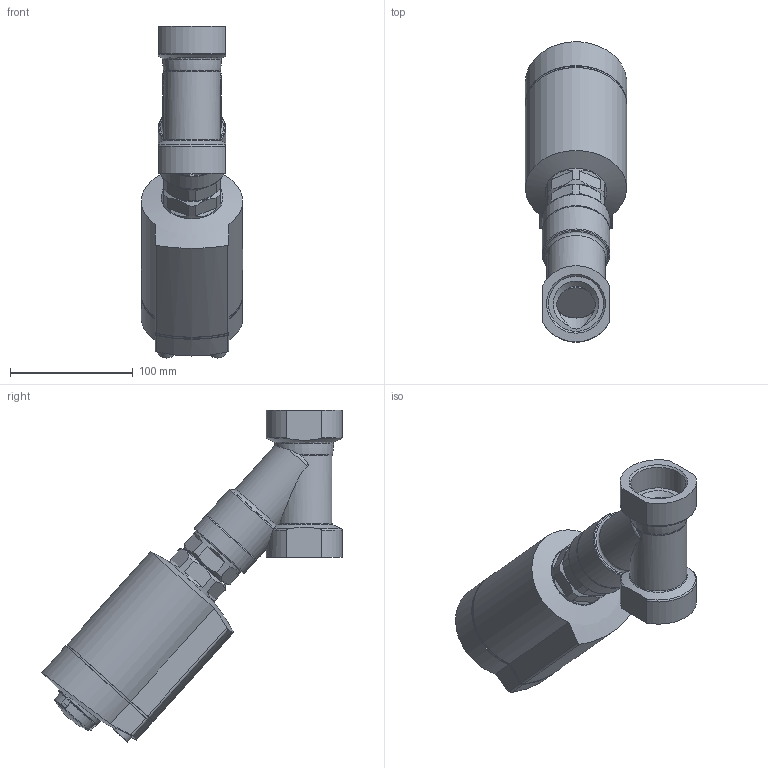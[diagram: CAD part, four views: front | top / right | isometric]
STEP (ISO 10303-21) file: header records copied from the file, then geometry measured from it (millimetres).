
FILE_DESCRIPTION(/* description */ ('STEP AP214'),/* implementation_level */ '2;1');
FILE_NAME(/* name */ '8060536_VZXA-B-TS6-40-M2-V13T-9_3-K-75-20-V4',/* time_stamp */ '2024-09-17T10:35:27+02:00',/* author */ ('License CC BY-ND 4.0'),/* organization */ ('CADENAS'),/* preprocessor_version */ 'ST-DEVELOPER v19.3',/* originating_system */ 'PARTsolutions',/* authorisation */ ' ');
FILE_SCHEMA (('AUTOMOTIVE_DESIGN {1 0 10303 214 3 1 1}'));
Length unit declared in the file: millimetre
Products named in the file (6): 8060536 VZXA-B-TS6-40-M2-V13T-9.3-K-75-20-V4---(0); 3539411 VZZA---T-S6-40-M2-V13-T; 8083963 DFPK-75-20-V4_housing---(0); 3539412 DFPK-75---(-_V4cap); 2284889 DFPK---(cover); 3465682 DFP_ec
Assembly tree (5 placements, depth 2):
  8060536 VZXA-B-TS6-40-M2-V13T-9.3-K-75-20-V4---(0)
    3539411 VZZA---T-S6-40-M2-V13-T
    8083963 DFPK-75-20-V4_housing---(0)
    3539412 DFPK-75---(-_V4cap)
    2284889 DFPK---(cover)
    3465682 DFP_ec
Bounding box: 82.44 x 244.39 x 270.14 mm (x, y, z)
Volume: 1061196.3 mm3; surface area: 161123.1 mm2
Topology: 5 solids, 5 shells, 468 faces, 1126 edges, 722 vertices
Faces by surface type: plane 184, cylinder 138, cone 77, torus 60, sphere 9
Full cylindrical faces by diameter (mm): 2.5 x2, 3 x2, 4 x2, 5.8 x2, 6 x2, 7 x2, 7.2 x2, 8.2 x1, 8.376 x1, 8.566 x2, 9.8 x1, 10 x4, 10.15 x2, 11 x1, 15 x2, 16 x4, 16.2 x1, 17.7 x1, 18.2 x1, 20 x1, 28 x1, 28.5 x1, 33.1 x1, 33.376 x1, 33.835 x1, 35 x1, 36 x1, 36.5 x1, 37 x4, 37.8 x1
Entity records: 14259 total; most frequent: CARTESIAN_POINT 2931, DIRECTION 2152, ORIENTED_EDGE 1830, AXIS2_PLACEMENT_3D 933, EDGE_CURVE 915, FACE_BOUND 696, EDGE_LOOP 693, VERTEX_POINT 677
